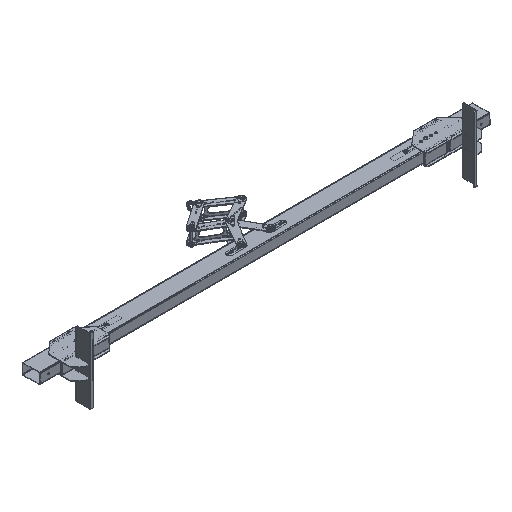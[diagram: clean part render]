
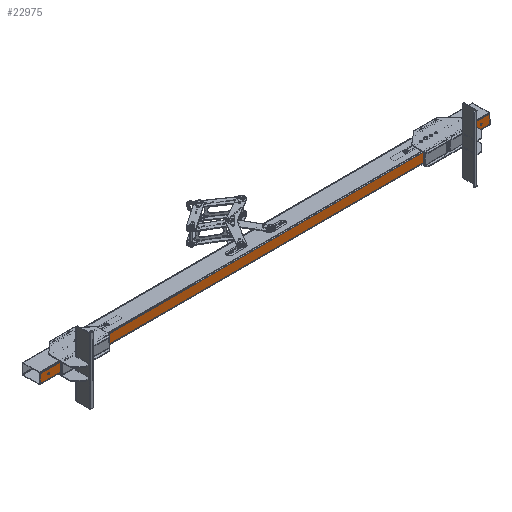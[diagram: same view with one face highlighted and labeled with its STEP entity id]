
A CAD part, isometric view. The second image highlights one B-rep face of the part: STEP entity #22975.
In plain terms, the highlighted planar face has unit normal (0, -1, 0).
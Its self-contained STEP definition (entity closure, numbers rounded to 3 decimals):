
#866 = EDGE_CURVE ( 'NONE', #18374, #22434, #18168, .T. ) ;
#921 = CIRCLE ( 'NONE', #5030, 5. ) ;
#924 = ORIENTED_EDGE ( 'NONE', *, *, #16921, .F. ) ;
#1591 = CARTESIAN_POINT ( 'NONE',  ( -1550., -62.5, 31.5 ) ) ;
#2263 = CIRCLE ( 'NONE', #12441, 5. ) ;
#2419 = CARTESIAN_POINT ( 'NONE',  ( -1550., -62.5, 31.5 ) ) ;
#2534 = DIRECTION ( 'NONE',  ( 0., 0., 1. ) ) ;
#2561 = CARTESIAN_POINT ( 'NONE',  ( 1550., -62.5, 31.5 ) ) ;
#2630 = VECTOR ( 'NONE', #17311, 1000. ) ;
#2656 = ORIENTED_EDGE ( 'NONE', *, *, #866, .F. ) ;
#2715 = VERTEX_POINT ( 'NONE', #5513 ) ;
#2847 = DIRECTION ( 'NONE',  ( 0., 1., 0. ) ) ;
#3655 = CARTESIAN_POINT ( 'NONE',  ( 1490., -62.5, 0. ) ) ;
#4487 = DIRECTION ( 'NONE',  ( 0., -1., 0. ) ) ;
#4684 = LINE ( 'NONE', #12336, #18134 ) ;
#5030 = AXIS2_PLACEMENT_3D ( 'NONE', #3655, #7101, #15161 ) ;
#5155 = CARTESIAN_POINT ( 'NONE',  ( -1490., -62.5, -5. ) ) ;
#5513 = CARTESIAN_POINT ( 'NONE',  ( 1490., -62.5, 5. ) ) ;
#6393 = FACE_BOUND ( 'NONE', #23751, .T. ) ;
#6574 = VERTEX_POINT ( 'NONE', #1591 ) ;
#6688 = EDGE_LOOP ( 'NONE', ( #21730, #15166 ) ) ;
#7032 = VECTOR ( 'NONE', #14292, 1000. ) ;
#7101 = DIRECTION ( 'NONE',  ( 0., -1., 0. ) ) ;
#7962 = LINE ( 'NONE', #11676, #2630 ) ;
#8322 = AXIS2_PLACEMENT_3D ( 'NONE', #21254, #23164, #15860 ) ;
#8535 = LINE ( 'NONE', #2419, #7032 ) ;
#9226 = CARTESIAN_POINT ( 'NONE',  ( -1550., -62.5, -31.5 ) ) ;
#9531 = EDGE_CURVE ( 'NONE', #13412, #2715, #921, .T. ) ;
#10493 = FACE_BOUND ( 'NONE', #6688, .T. ) ;
#11676 = CARTESIAN_POINT ( 'NONE',  ( -1550., -62.5, 31.5 ) ) ;
#12003 = CARTESIAN_POINT ( 'NONE',  ( 1550., -62.5, -31.5 ) ) ;
#12336 = CARTESIAN_POINT ( 'NONE',  ( -1550., -62.5, -31.5 ) ) ;
#12441 = AXIS2_PLACEMENT_3D ( 'NONE', #23901, #24014, #2534 ) ;
#13391 = VERTEX_POINT ( 'NONE', #19146 ) ;
#13412 = VERTEX_POINT ( 'NONE', #20320 ) ;
#14223 = DIRECTION ( 'NONE',  ( 0., 0., 1. ) ) ;
#14292 = DIRECTION ( 'NONE',  ( 0., 0., -1. ) ) ;
#14296 = ORIENTED_EDGE ( 'NONE', *, *, #9531, .F. ) ;
#14302 = DIRECTION ( 'NONE',  ( 0., 0., -1. ) ) ;
#15161 = DIRECTION ( 'NONE',  ( 0., 0., 1. ) ) ;
#15166 = ORIENTED_EDGE ( 'NONE', *, *, #20462, .T. ) ;
#15284 = CIRCLE ( 'NONE', #8322, 5. ) ;
#15860 = DIRECTION ( 'NONE',  ( 0., 0., 1. ) ) ;
#15928 = ORIENTED_EDGE ( 'NONE', *, *, #21450, .F. ) ;
#16507 = PLANE ( 'NONE',  #23084 ) ;
#16574 = EDGE_CURVE ( 'NONE', #13391, #18273, #25113, .T. ) ;
#16770 = ORIENTED_EDGE ( 'NONE', *, *, #21933, .T. ) ;
#16921 = EDGE_CURVE ( 'NONE', #6574, #18374, #7962, .T. ) ;
#16997 = EDGE_LOOP ( 'NONE', ( #2656, #924, #20424, #16770 ) ) ;
#17311 = DIRECTION ( 'NONE',  ( 1., 0., 0. ) ) ;
#18043 = CARTESIAN_POINT ( 'NONE',  ( -1550., -62.5, 31.5 ) ) ;
#18134 = VECTOR ( 'NONE', #22337, 1000. ) ;
#18168 = LINE ( 'NONE', #2561, #21864 ) ;
#18273 = VERTEX_POINT ( 'NONE', #5155 ) ;
#18374 = VERTEX_POINT ( 'NONE', #21152 ) ;
#19088 = EDGE_CURVE ( 'NONE', #6574, #22525, #8535, .T. ) ;
#19146 = CARTESIAN_POINT ( 'NONE',  ( -1490., -62.5, 5. ) ) ;
#19886 = CARTESIAN_POINT ( 'NONE',  ( -1490., -62.5, 0. ) ) ;
#20320 = CARTESIAN_POINT ( 'NONE',  ( 1490., -62.5, -5. ) ) ;
#20424 = ORIENTED_EDGE ( 'NONE', *, *, #19088, .T. ) ;
#20462 = EDGE_CURVE ( 'NONE', #18273, #13391, #15284, .T. ) ;
#21152 = CARTESIAN_POINT ( 'NONE',  ( 1550., -62.5, 31.5 ) ) ;
#21254 = CARTESIAN_POINT ( 'NONE',  ( -1490., -62.5, 0. ) ) ;
#21450 = EDGE_CURVE ( 'NONE', #2715, #13412, #2263, .T. ) ;
#21730 = ORIENTED_EDGE ( 'NONE', *, *, #16574, .T. ) ;
#21864 = VECTOR ( 'NONE', #14302, 1000. ) ;
#21933 = EDGE_CURVE ( 'NONE', #22525, #22434, #4684, .T. ) ;
#22009 = FACE_OUTER_BOUND ( 'NONE', #16997, .T. ) ;
#22337 = DIRECTION ( 'NONE',  ( 1., 0., 0. ) ) ;
#22434 = VERTEX_POINT ( 'NONE', #12003 ) ;
#22525 = VERTEX_POINT ( 'NONE', #9226 ) ;
#22975 = ADVANCED_FACE ( 'NONE', ( #6393, #10493, #22009 ), #16507, .T. ) ;
#23084 = AXIS2_PLACEMENT_3D ( 'NONE', #18043, #4487, #24045 ) ;
#23164 = DIRECTION ( 'NONE',  ( 0., 1., 0. ) ) ;
#23751 = EDGE_LOOP ( 'NONE', ( #15928, #14296 ) ) ;
#23901 = CARTESIAN_POINT ( 'NONE',  ( 1490., -62.5, 0. ) ) ;
#24014 = DIRECTION ( 'NONE',  ( 0., -1., 0. ) ) ;
#24045 = DIRECTION ( 'NONE',  ( 0., 0., -1. ) ) ;
#24274 = AXIS2_PLACEMENT_3D ( 'NONE', #19886, #2847, #14223 ) ;
#25113 = CIRCLE ( 'NONE', #24274, 5. ) ;
